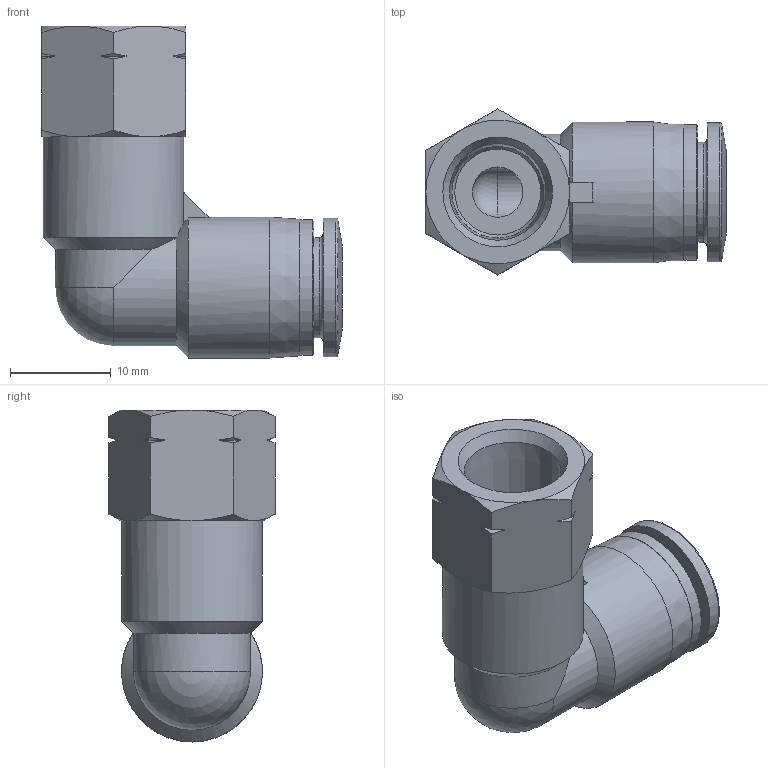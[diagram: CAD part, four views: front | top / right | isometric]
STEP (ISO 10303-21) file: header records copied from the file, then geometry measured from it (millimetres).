
FILE_DESCRIPTION(/* description */ ('STEP AP214'),/* implementation_level */ '2;1');
FILE_NAME(/* name */ '564656_QBLF-1_8-5_16-U',/* time_stamp */ '2024-09-14T02:36:25+02:00',/* author */ ('License CC BY-ND 4.0'),/* organization */ ('CADENAS'),/* preprocessor_version */ 'ST-DEVELOPER v19.3',/* originating_system */ 'PARTsolutions',/* authorisation */ ' ');
FILE_SCHEMA (('AUTOMOTIVE_DESIGN {1 0 10303 214 3 1 1}'));
Length unit declared in the file: millimetre
Products named in the file (1): 564656 QBLF-1/8-5/16-U
Bounding box: 29.84 x 16.5 x 33 mm (x, y, z)
Volume: 5020.3 mm3; surface area: 3537.6 mm2
Topology: 1 solids, 1 shells, 69 faces, 168 edges, 104 vertices
Faces by surface type: cone 32, cylinder 16, plane 16, torus 3, sphere 2
Full cylindrical faces by diameter (mm): 5 x2, 7.938 x1, 9.938 x1, 13.5 x1, 13.8 x1, 14 x2
Entity records: 2436 total; most frequent: CARTESIAN_POINT 481, ORIENTED_EDGE 288, DIRECTION 286, EDGE_CURVE 144, AXIS2_PLACEMENT_3D 128, VERTEX_POINT 99, EDGE_LOOP 93, FACE_BOUND 93
